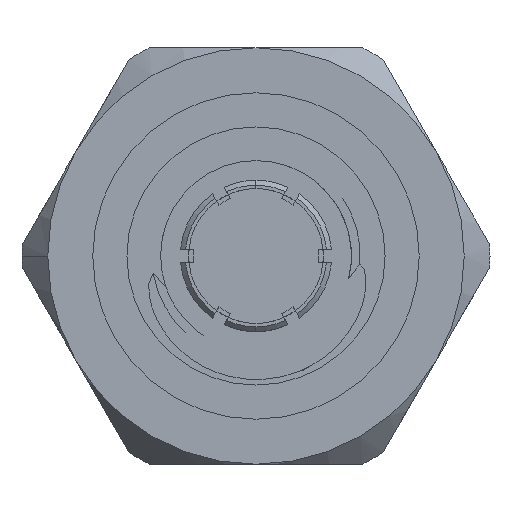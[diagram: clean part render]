
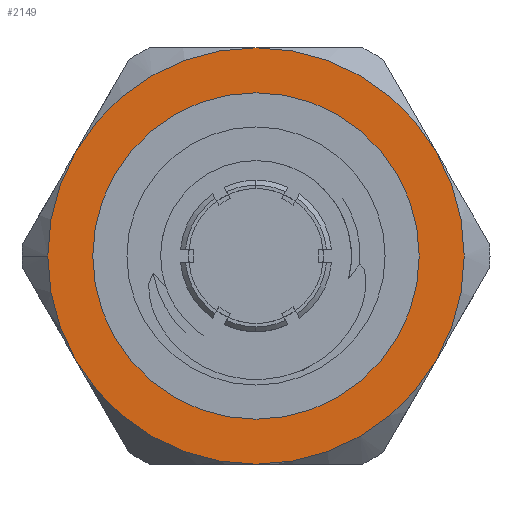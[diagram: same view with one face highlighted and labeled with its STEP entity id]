
A CAD part, left-side view. The second image highlights one B-rep face of the part: STEP entity #2149.
In plain terms, the highlighted face is planar.
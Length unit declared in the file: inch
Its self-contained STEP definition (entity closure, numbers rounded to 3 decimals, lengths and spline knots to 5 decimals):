
#70 = ORIENTED_EDGE ( 'NONE', *, *, #4032, .T. ) ;
#143 = CARTESIAN_POINT ( 'NONE',  ( 0.425, -0.10825, 0.0625 ) ) ;
#264 = DIRECTION ( 'NONE',  ( 0., 1., 0. ) ) ;
#405 = AXIS2_PLACEMENT_3D ( 'NONE', #1299, #7626, #8475 ) ;
#676 = CARTESIAN_POINT ( 'NONE',  ( 0.425, 0., 0. ) ) ;
#687 = VERTEX_POINT ( 'NONE', #1614 ) ;
#688 = AXIS2_PLACEMENT_3D ( 'NONE', #2011, #4853, #7723 ) ;
#779 = CARTESIAN_POINT ( 'NONE',  ( 0.425, 0., 0. ) ) ;
#981 = DIRECTION ( 'NONE',  ( 1., 0., 0. ) ) ;
#1167 = CIRCLE ( 'NONE', #3279, 0.125 ) ;
#1294 = CIRCLE ( 'NONE', #6978, 0.125 ) ;
#1299 = CARTESIAN_POINT ( 'NONE',  ( 0.425, 0., 0. ) ) ;
#1354 = DIRECTION ( 'NONE',  ( 0., 1., 0. ) ) ;
#1614 = CARTESIAN_POINT ( 'NONE',  ( 0.425, 0.10825, -0.0625 ) ) ;
#1738 = VERTEX_POINT ( 'NONE', #4504 ) ;
#1959 = AXIS2_PLACEMENT_3D ( 'NONE', #7633, #4161, #1354 ) ;
#2011 = CARTESIAN_POINT ( 'NONE',  ( 0.425, 0., 0. ) ) ;
#2149 = ADVANCED_FACE ( 'NONE', ( #6553, #3690 ), #5037, .F. ) ;
#2235 = DIRECTION ( 'NONE',  ( -1., 0., 0. ) ) ;
#2492 = CARTESIAN_POINT ( 'NONE',  ( 0.425, 0., -0.125 ) ) ;
#2660 = AXIS2_PLACEMENT_3D ( 'NONE', #779, #3013, #3829 ) ;
#2957 = CIRCLE ( 'NONE', #2660, 0.125 ) ;
#3013 = DIRECTION ( 'NONE',  ( 1., 0., 0. ) ) ;
#3018 = ORIENTED_EDGE ( 'NONE', *, *, #6660, .T. ) ;
#3057 = EDGE_CURVE ( 'NONE', #7649, #687, #1294, .T. ) ;
#3099 = DIRECTION ( 'NONE',  ( 0., 1., 0. ) ) ;
#3192 = CIRCLE ( 'NONE', #8742, 0.125 ) ;
#3270 = EDGE_CURVE ( 'NONE', #687, #5484, #5081, .T. ) ;
#3279 = AXIS2_PLACEMENT_3D ( 'NONE', #4610, #4562, #6737 ) ;
#3644 = CARTESIAN_POINT ( 'NONE',  ( 0.425, 0.10775, 0. ) ) ;
#3676 = CARTESIAN_POINT ( 'NONE',  ( 0.425, 0., 0. ) ) ;
#3690 = FACE_OUTER_BOUND ( 'NONE', #8749, .T. ) ;
#3776 = ORIENTED_EDGE ( 'NONE', *, *, #3057, .T. ) ;
#3797 = EDGE_CURVE ( 'NONE', #7357, #4490, #7773, .T. ) ;
#3829 = DIRECTION ( 'NONE',  ( 0., 1., 0. ) ) ;
#3954 = VERTEX_POINT ( 'NONE', #8103 ) ;
#4032 = EDGE_CURVE ( 'NONE', #7598, #1738, #1167, .T. ) ;
#4161 = DIRECTION ( 'NONE',  ( 1., 0., 0. ) ) ;
#4204 = EDGE_CURVE ( 'NONE', #6492, #3954, #6868, .T. ) ;
#4228 = CARTESIAN_POINT ( 'NONE',  ( 0.425, 0.10825, 0.0625 ) ) ;
#4332 = CARTESIAN_POINT ( 'NONE',  ( 0.425, 0.0685, 0. ) ) ;
#4490 = VERTEX_POINT ( 'NONE', #7298 ) ;
#4504 = CARTESIAN_POINT ( 'NONE',  ( 0.425, -0.10825, -0.0625 ) ) ;
#4562 = DIRECTION ( 'NONE',  ( 1., 0., 0. ) ) ;
#4610 = CARTESIAN_POINT ( 'NONE',  ( 0.425, 0., 0. ) ) ;
#4641 = EDGE_CURVE ( 'NONE', #4490, #7357, #5365, .T. ) ;
#4853 = DIRECTION ( 'NONE',  ( 1., 0., 0. ) ) ;
#4962 = CARTESIAN_POINT ( 'NONE',  ( 0.425, 0.125, 0. ) ) ;
#5037 = PLANE ( 'NONE',  #7266 ) ;
#5081 = CIRCLE ( 'NONE', #1959, 0.125 ) ;
#5309 = ORIENTED_EDGE ( 'NONE', *, *, #3797, .T. ) ;
#5365 = CIRCLE ( 'NONE', #6871, 0.0685 ) ;
#5484 = VERTEX_POINT ( 'NONE', #4962 ) ;
#5562 = ORIENTED_EDGE ( 'NONE', *, *, #3270, .T. ) ;
#5881 = DIRECTION ( 'NONE',  ( 0., -1., 0. ) ) ;
#5988 = CARTESIAN_POINT ( 'NONE',  ( 0.425, 0., 0. ) ) ;
#6374 = DIRECTION ( 'NONE',  ( -1., 0., 0. ) ) ;
#6492 = VERTEX_POINT ( 'NONE', #4228 ) ;
#6553 = FACE_BOUND ( 'NONE', #8166, .T. ) ;
#6660 = EDGE_CURVE ( 'NONE', #5484, #6492, #3192, .T. ) ;
#6737 = DIRECTION ( 'NONE',  ( 0., 1., 0. ) ) ;
#6868 = CIRCLE ( 'NONE', #405, 0.125 ) ;
#6871 = AXIS2_PLACEMENT_3D ( 'NONE', #8373, #7713, #7010 ) ;
#6978 = AXIS2_PLACEMENT_3D ( 'NONE', #5988, #8804, #3099 ) ;
#7010 = DIRECTION ( 'NONE',  ( 0., -1., 0. ) ) ;
#7266 = AXIS2_PLACEMENT_3D ( 'NONE', #3644, #2235, #5881 ) ;
#7298 = CARTESIAN_POINT ( 'NONE',  ( 0.425, -0.0685, 0. ) ) ;
#7357 = VERTEX_POINT ( 'NONE', #4332 ) ;
#7598 = VERTEX_POINT ( 'NONE', #143 ) ;
#7626 = DIRECTION ( 'NONE',  ( 1., 0., 0. ) ) ;
#7633 = CARTESIAN_POINT ( 'NONE',  ( 0.425, 0., 0. ) ) ;
#7649 = VERTEX_POINT ( 'NONE', #2492 ) ;
#7713 = DIRECTION ( 'NONE',  ( -1., 0., 0. ) ) ;
#7723 = DIRECTION ( 'NONE',  ( 0., 1., 0. ) ) ;
#7773 = CIRCLE ( 'NONE', #8523, 0.0685 ) ;
#7871 = DIRECTION ( 'NONE',  ( 0., -1., 0. ) ) ;
#7901 = CIRCLE ( 'NONE', #688, 0.125 ) ;
#8103 = CARTESIAN_POINT ( 'NONE',  ( 0.425, 0., 0.125 ) ) ;
#8112 = ORIENTED_EDGE ( 'NONE', *, *, #4641, .T. ) ;
#8166 = EDGE_LOOP ( 'NONE', ( #8112, #5309 ) ) ;
#8347 = ORIENTED_EDGE ( 'NONE', *, *, #8572, .T. ) ;
#8373 = CARTESIAN_POINT ( 'NONE',  ( 0.425, 0., 0. ) ) ;
#8475 = DIRECTION ( 'NONE',  ( 0., 1., 0. ) ) ;
#8523 = AXIS2_PLACEMENT_3D ( 'NONE', #676, #6374, #7871 ) ;
#8572 = EDGE_CURVE ( 'NONE', #3954, #7598, #2957, .T. ) ;
#8585 = ORIENTED_EDGE ( 'NONE', *, *, #4204, .T. ) ;
#8701 = ORIENTED_EDGE ( 'NONE', *, *, #8942, .T. ) ;
#8742 = AXIS2_PLACEMENT_3D ( 'NONE', #3676, #981, #264 ) ;
#8749 = EDGE_LOOP ( 'NONE', ( #8347, #70, #8701, #3776, #5562, #3018, #8585 ) ) ;
#8804 = DIRECTION ( 'NONE',  ( 1., 0., 0. ) ) ;
#8942 = EDGE_CURVE ( 'NONE', #1738, #7649, #7901, .T. ) ;
